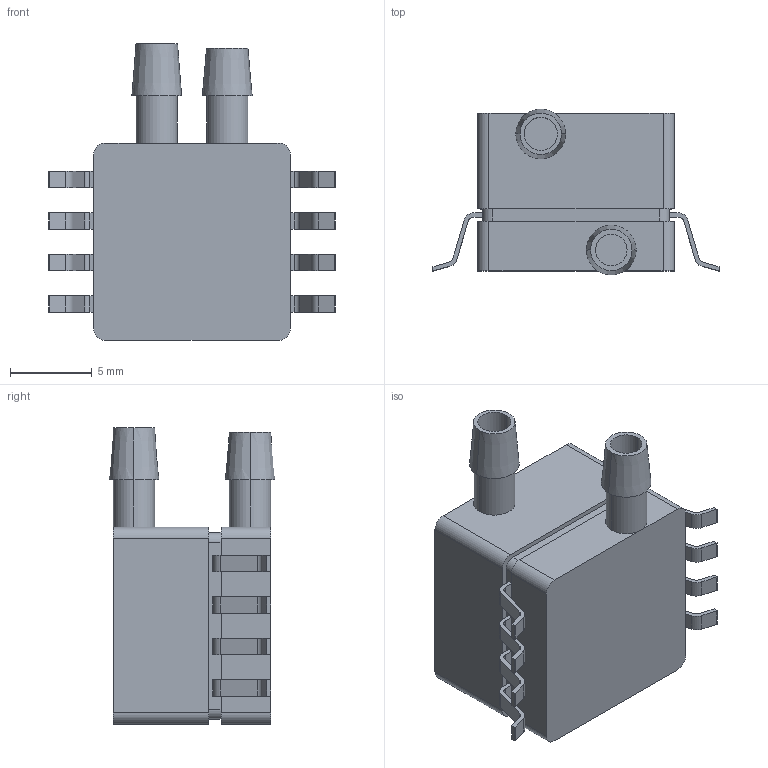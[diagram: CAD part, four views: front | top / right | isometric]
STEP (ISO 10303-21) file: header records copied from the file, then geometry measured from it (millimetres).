
FILE_DESCRIPTION (( 'STEP AP214' ), '1' );
FILE_NAME ('MPXV7002DP.STEP', '2013-01-29T13:21:07', ( 'MARK' ), ( '' ), 'SwSTEP 2.0', 'SolidWorks 2012', '' );
FILE_SCHEMA (( 'AUTOMOTIVE_DESIGN' ));
Length unit declared in the file: millimetre
Products named in the file (1): MPXV7002DP
Bounding box: 17.53 x 10.16 x 18.16 mm (x, y, z)
Volume: 1431.8 mm3; surface area: 1052.9 mm2
Topology: 1 solids, 1 shells, 158 faces, 424 edges, 282 vertices
Faces by surface type: plane 102, cylinder 52, cone 4
Entity records: 6212 total; most frequent: CARTESIAN_POINT 865, DIRECTION 856, ORIENTED_EDGE 848, EDGE_CURVE 424, VECTOR 310, LINE 310, VERTEX_POINT 282, AXIS2_PLACEMENT_3D 273
